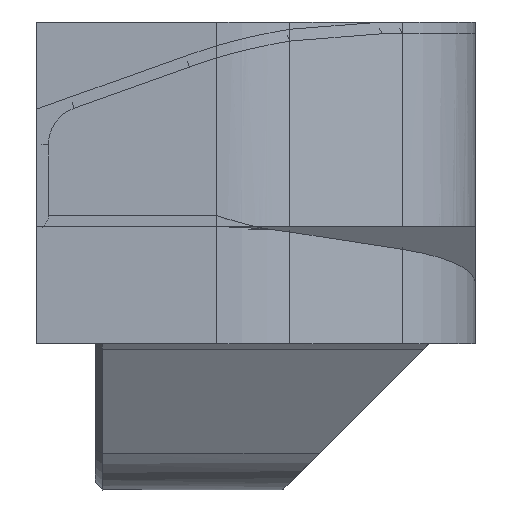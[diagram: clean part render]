
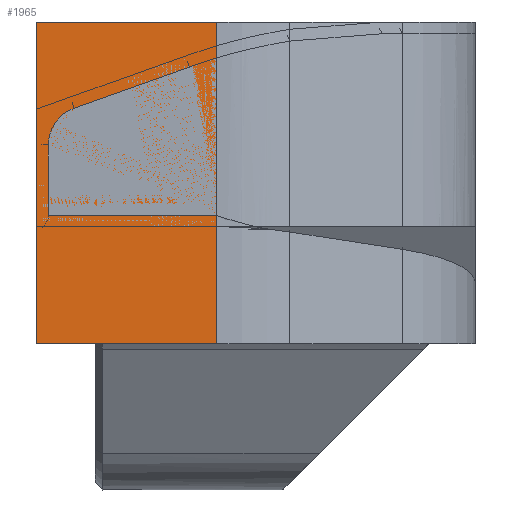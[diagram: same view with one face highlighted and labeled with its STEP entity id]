
A CAD part, left-side view. The second image highlights one B-rep face of the part: STEP entity #1965.
In plain terms, the highlighted planar face has unit normal (1, 0, 0).
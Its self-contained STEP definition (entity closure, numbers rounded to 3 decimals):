
#1965=ADVANCED_FACE('',(#2896),#2898,.T.);
#2896=FACE_BOUND('',#2897,.T.);
#2897=EDGE_LOOP('',(#3396,#3397,#3398,#3399));
#2898=PLANE('',#2899);
#2899=AXIS2_PLACEMENT_3D('',#2900,#2901,#2902);
#2900=CARTESIAN_POINT('',(-60.,-12.321,-20.));
#2901=DIRECTION('',(1.,0.,0.));
#2902=DIRECTION('',(0.,1.,0.));
#3396=ORIENTED_EDGE('',*,*,#4109,.T.);
#3397=ORIENTED_EDGE('',*,*,#4110,.T.);
#3398=ORIENTED_EDGE('',*,*,#4111,.F.);
#3399=ORIENTED_EDGE('',*,*,#4107,.F.);
#4107=EDGE_CURVE('',#6383,#6385,#6386,.T.);
#4109=EDGE_CURVE('',#6383,#6388,#6389,.T.);
#4110=EDGE_CURVE('',#6388,#6390,#6391,.T.);
#4111=EDGE_CURVE('',#6385,#6390,#6392,.T.);
#6383=VERTEX_POINT('',#6496);
#6385=VERTEX_POINT('',#6501);
#6386=LINE('',#6502,#6503);
#6388=VERTEX_POINT('',#6509);
#6389=LINE('',#6510,#6511);
#6390=VERTEX_POINT('',#6513);
#6391=LINE('',#6514,#6515);
#6392=LINE('',#6517,#6518);
#6496=CARTESIAN_POINT('',(-60.,-12.321,-20.));
#6501=CARTESIAN_POINT('',(-60.,-12.321,2.));
#6502=CARTESIAN_POINT('',(-60.,-12.321,-20.));
#6503=VECTOR('',#6504,1.);
#6504=DIRECTION('',(0.,0.,1.));
#6509=CARTESIAN_POINT('',(-60.,0.,-20.));
#6510=CARTESIAN_POINT('',(-60.,-12.321,-20.));
#6511=VECTOR('',#6512,1.);
#6512=DIRECTION('',(0.,1.,0.));
#6513=CARTESIAN_POINT('',(-60.,0.,2.));
#6514=CARTESIAN_POINT('',(-60.,0.,-20.));
#6515=VECTOR('',#6516,1.);
#6516=DIRECTION('',(0.,0.,1.));
#6517=CARTESIAN_POINT('',(-60.,-12.321,2.));
#6518=VECTOR('',#6519,1.);
#6519=DIRECTION('',(0.,1.,0.));
